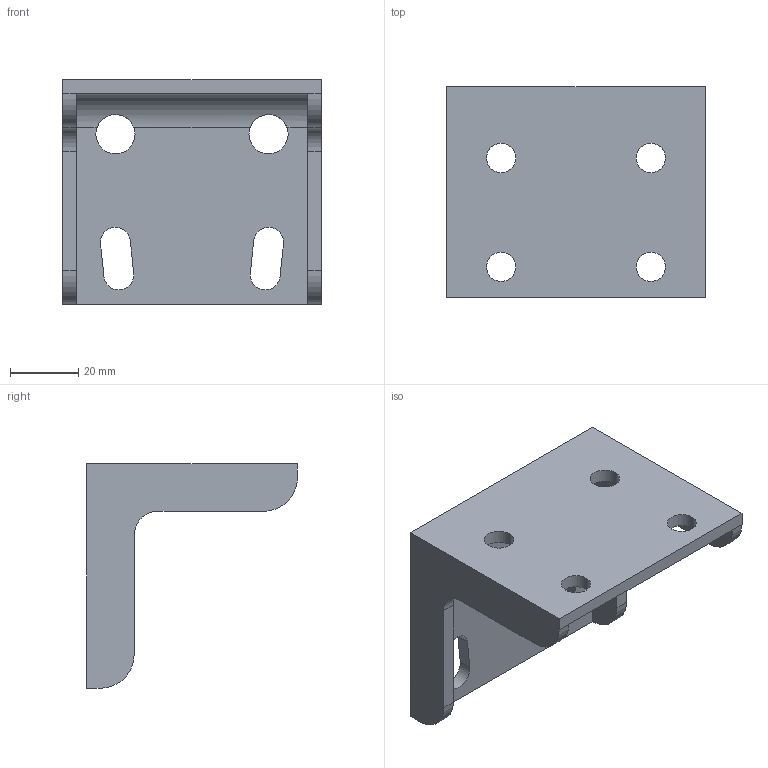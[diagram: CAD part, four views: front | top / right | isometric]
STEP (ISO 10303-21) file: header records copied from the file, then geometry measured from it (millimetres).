
FILE_DESCRIPTION( ( '' ), '1' );
FILE_NAME( 'K0098.06.stp', '2012-10-30T11:28:29', ( '' ), ( '' ), ' ', ' ', ' ' );
FILE_SCHEMA( ( 'CONFIG_CONTROL_DESIGN' ) );
Length unit declared in the file: millimetre
Products named in the file (1): 1
Bounding box: 76 x 62 x 66 mm (x, y, z)
Volume: 44759.5 mm3; surface area: 23933.9 mm2
Topology: 1 solids, 1 shells, 41 faces, 119 edges, 78 vertices
Faces by surface type: cylinder 23, plane 18
Entity records: 1515 total; most frequent: CARTESIAN_POINT 313, DIRECTION 249, ORIENTED_EDGE 238, EDGE_CURVE 119, AXIS2_PLACEMENT_3D 90, VERTEX_POINT 78, LINE 69, VECTOR 69
